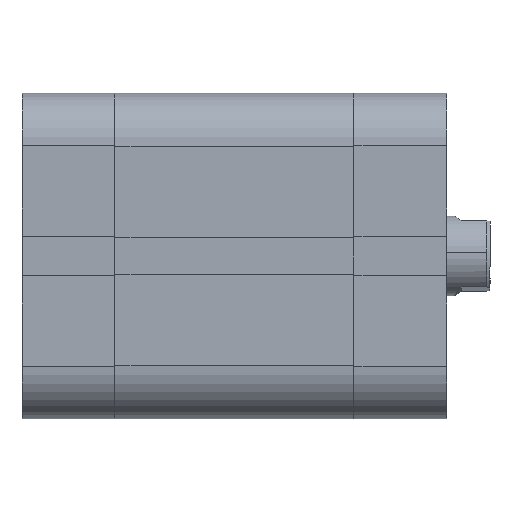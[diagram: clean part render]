
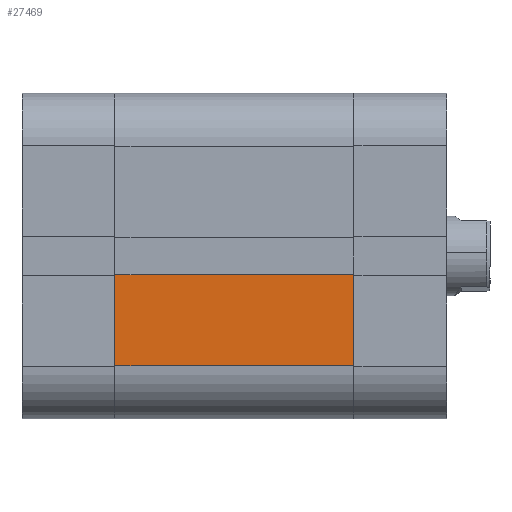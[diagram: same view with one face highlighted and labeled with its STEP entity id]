
A CAD part, front view. The second image highlights one B-rep face of the part: STEP entity #27469.
In plain terms, the highlighted planar face has unit normal (0, -1, 0).
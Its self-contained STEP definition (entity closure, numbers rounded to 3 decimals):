
#333 = LINE ( 'NONE', #27339, #12211 ) ;
#1503 = VERTEX_POINT ( 'NONE', #19399 ) ;
#4168 = ORIENTED_EDGE ( 'NONE', *, *, #24158, .F. ) ;
#5000 = ORIENTED_EDGE ( 'NONE', *, *, #28722, .T. ) ;
#5351 = DIRECTION ( 'NONE',  ( 0., 0., -1. ) ) ;
#6841 = VERTEX_POINT ( 'NONE', #22058 ) ;
#7578 = DIRECTION ( 'NONE',  ( 0., 1., 0. ) ) ;
#9679 = PLANE ( 'NONE',  #18049 ) ;
#9858 = LINE ( 'NONE', #24908, #12884 ) ;
#10004 = DIRECTION ( 'NONE',  ( 0., 0., -1. ) ) ;
#11674 = CARTESIAN_POINT ( 'NONE',  ( 0., -24.5, -2.8 ) ) ;
#12097 = FACE_OUTER_BOUND ( 'NONE', #17767, .T. ) ;
#12211 = VECTOR ( 'NONE', #5351, 1000. ) ;
#12884 = VECTOR ( 'NONE', #10004, 1000. ) ;
#13029 = DIRECTION ( 'NONE',  ( 1., 0., 0. ) ) ;
#13495 = VECTOR ( 'NONE', #13029, 1000. ) ;
#14824 = CARTESIAN_POINT ( 'NONE',  ( 36., -24.5, -24.5 ) ) ;
#14975 = DIRECTION ( 'NONE',  ( 0., 0., 1. ) ) ;
#16358 = ORIENTED_EDGE ( 'NONE', *, *, #19023, .T. ) ;
#17069 = DIRECTION ( 'NONE',  ( -1., 0., 0. ) ) ;
#17217 = CARTESIAN_POINT ( 'NONE',  ( 36.001, -24.5, -2.8 ) ) ;
#17767 = EDGE_LOOP ( 'NONE', ( #26599, #16358, #5000, #4168 ) ) ;
#18049 = AXIS2_PLACEMENT_3D ( 'NONE', #14824, #7578, #14975 ) ;
#19023 = EDGE_CURVE ( 'NONE', #29230, #6841, #333, .T. ) ;
#19399 = CARTESIAN_POINT ( 'NONE',  ( 36., -24.5, -16.5 ) ) ;
#22058 = CARTESIAN_POINT ( 'NONE',  ( 0., -24.5, -16.5 ) ) ;
#23414 = CARTESIAN_POINT ( 'NONE',  ( 36., -24.5, -2.8 ) ) ;
#24158 = EDGE_CURVE ( 'NONE', #27961, #1503, #9858, .T. ) ;
#24908 = CARTESIAN_POINT ( 'NONE',  ( 36., -24.5, -24.5 ) ) ;
#25191 = LINE ( 'NONE', #30353, #13495 ) ;
#26599 = ORIENTED_EDGE ( 'NONE', *, *, #27412, .T. ) ;
#27162 = LINE ( 'NONE', #17217, #30852 ) ;
#27339 = CARTESIAN_POINT ( 'NONE',  ( 0., -24.5, -24.5 ) ) ;
#27412 = EDGE_CURVE ( 'NONE', #27961, #29230, #27162, .T. ) ;
#27469 = ADVANCED_FACE ( 'NONE', ( #12097 ), #9679, .F. ) ;
#27961 = VERTEX_POINT ( 'NONE', #23414 ) ;
#28722 = EDGE_CURVE ( 'NONE', #6841, #1503, #25191, .T. ) ;
#29230 = VERTEX_POINT ( 'NONE', #11674 ) ;
#30353 = CARTESIAN_POINT ( 'NONE',  ( 36., -24.5, -16.5 ) ) ;
#30852 = VECTOR ( 'NONE', #17069, 1000. ) ;
